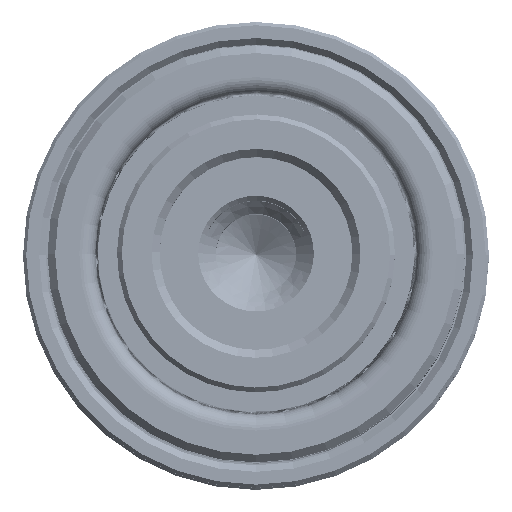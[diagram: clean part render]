
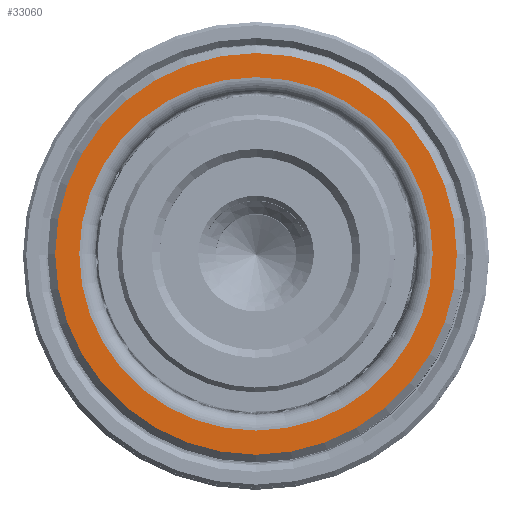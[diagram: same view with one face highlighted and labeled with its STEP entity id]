
A CAD part, top view. The second image highlights one B-rep face of the part: STEP entity #33060.
In plain terms, the highlighted planar face has unit normal (0, 0, 1).
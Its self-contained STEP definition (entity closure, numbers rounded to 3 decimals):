
#232 = EDGE_CURVE ( 'NONE', #7935, #36769, #36400, .T. ) ;
#2398 = CARTESIAN_POINT ( 'NONE',  ( -12.5, 0., 40. ) ) ;
#2474 = CARTESIAN_POINT ( 'NONE',  ( 0., 0., 40. ) ) ;
#4304 = PLANE ( 'NONE',  #28653 ) ;
#4341 = CARTESIAN_POINT ( 'NONE',  ( 12.5, 0., 40. ) ) ;
#4934 = CIRCLE ( 'NONE', #10477, 12.5 ) ;
#4971 = FACE_BOUND ( 'NONE', #22730, .T. ) ;
#5454 = DIRECTION ( 'NONE',  ( 1., 0., 0. ) ) ;
#7270 = DIRECTION ( 'NONE',  ( 1., 0., 0. ) ) ;
#7935 = VERTEX_POINT ( 'NONE', #27633 ) ;
#8440 = DIRECTION ( 'NONE',  ( 0., 0., 1. ) ) ;
#10477 = AXIS2_PLACEMENT_3D ( 'NONE', #26254, #8440, #29237 ) ;
#10705 = VERTEX_POINT ( 'NONE', #4341 ) ;
#12014 = CARTESIAN_POINT ( 'NONE',  ( 0., 0., 40. ) ) ;
#13618 = DIRECTION ( 'NONE',  ( 0., 0., 1. ) ) ;
#15002 = DIRECTION ( 'NONE',  ( 1., 0., 0. ) ) ;
#15451 = CIRCLE ( 'NONE', #16231, 11. ) ;
#15958 = EDGE_CURVE ( 'NONE', #36769, #7935, #15451, .T. ) ;
#16231 = AXIS2_PLACEMENT_3D ( 'NONE', #12014, #32812, #15002 ) ;
#19120 = CARTESIAN_POINT ( 'NONE',  ( 0., 0., 40. ) ) ;
#21541 = VERTEX_POINT ( 'NONE', #2398 ) ;
#22730 = EDGE_LOOP ( 'NONE', ( #23958, #25180 ) ) ;
#23180 = EDGE_CURVE ( 'NONE', #10705, #21541, #35896, .T. ) ;
#23257 = DIRECTION ( 'NONE',  ( 0., 0., -1. ) ) ;
#23706 = CARTESIAN_POINT ( 'NONE',  ( -11., 0., 40. ) ) ;
#23958 = ORIENTED_EDGE ( 'NONE', *, *, #232, .T. ) ;
#23979 = AXIS2_PLACEMENT_3D ( 'NONE', #2474, #23257, #5454 ) ;
#25098 = DIRECTION ( 'NONE',  ( 0., 0., 1. ) ) ;
#25180 = ORIENTED_EDGE ( 'NONE', *, *, #15958, .T. ) ;
#26254 = CARTESIAN_POINT ( 'NONE',  ( 0., 0., 40. ) ) ;
#27633 = CARTESIAN_POINT ( 'NONE',  ( 11., 0., 40. ) ) ;
#27938 = EDGE_LOOP ( 'NONE', ( #29841, #34831 ) ) ;
#28399 = AXIS2_PLACEMENT_3D ( 'NONE', #31406, #13618, #34384 ) ;
#28653 = AXIS2_PLACEMENT_3D ( 'NONE', #19120, #25098, #7270 ) ;
#29237 = DIRECTION ( 'NONE',  ( 1., 0., 0. ) ) ;
#29841 = ORIENTED_EDGE ( 'NONE', *, *, #34253, .T. ) ;
#31406 = CARTESIAN_POINT ( 'NONE',  ( 0., 0., 40. ) ) ;
#32812 = DIRECTION ( 'NONE',  ( 0., 0., -1. ) ) ;
#33060 = ADVANCED_FACE ( 'NONE', ( #4971, #35647 ), #4304, .T. ) ;
#34253 = EDGE_CURVE ( 'NONE', #21541, #10705, #4934, .T. ) ;
#34384 = DIRECTION ( 'NONE',  ( 1., 0., 0. ) ) ;
#34831 = ORIENTED_EDGE ( 'NONE', *, *, #23180, .T. ) ;
#35647 = FACE_OUTER_BOUND ( 'NONE', #27938, .T. ) ;
#35896 = CIRCLE ( 'NONE', #28399, 12.5 ) ;
#36400 = CIRCLE ( 'NONE', #23979, 11. ) ;
#36769 = VERTEX_POINT ( 'NONE', #23706 ) ;
